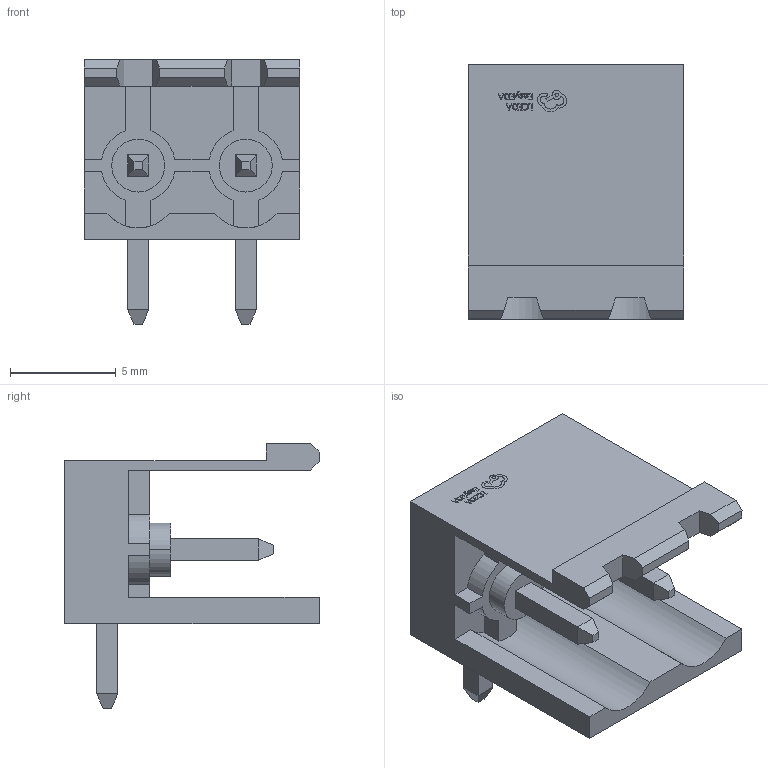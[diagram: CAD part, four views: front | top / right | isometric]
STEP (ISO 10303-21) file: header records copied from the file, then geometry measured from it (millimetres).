
FILE_DESCRIPTION (( 'STEP AP214' ), '1' );
FILE_NAME ('CONN-TH_2P-P5.08_DB2ERC-5.08-2P-BK.step', '2022-07-29T16:12:13', ( '' ), ( '' ), 'SwSTEP 2.0', 'SolidWorks 2020', '' );
FILE_SCHEMA (( 'AUTOMOTIVE_DESIGN' ));
Length unit declared in the file: millimetre
Products named in the file (1): CONN-TH_2P-P5.08_DB2ERC-5.08-2P-BK
Bounding box: 10.16 x 12 x 12.5 mm (x, y, z)
Volume: 403 mm3; surface area: 908.7 mm2
Topology: 16 solids, 16 shells, 368 faces, 1012 edges, 685 vertices
Faces by surface type: plane 254, bspline 98, cylinder 16
Entity records: 16648 total; most frequent: CARTESIAN_POINT 3808, ORIENTED_EDGE 2024, DIRECTION 1355, EDGE_CURVE 1012, VECTOR 741, LINE 741, VERTEX_POINT 685, EDGE_LOOP 393
